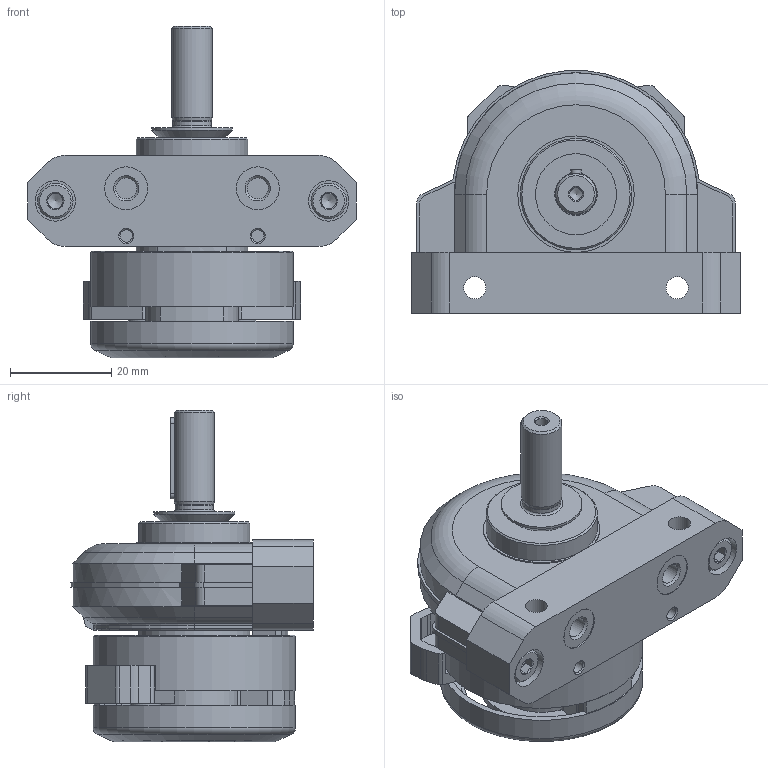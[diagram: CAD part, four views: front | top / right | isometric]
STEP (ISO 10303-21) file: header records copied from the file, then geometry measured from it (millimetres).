
FILE_DESCRIPTION(/* description */ ('STEP AP214'),/* implementation_level */ '2;1');
FILE_NAME(/* name */ '11909_DSR-12-180-P',/* time_stamp */ '2024-08-23T14:20:27+02:00',/* author */ ('License CC BY-ND 4.0'),/* organization */ ('CADENAS'),/* preprocessor_version */ 'ST-DEVELOPER v19.3',/* originating_system */ 'PARTsolutions',/* authorisation */ ' ');
FILE_SCHEMA (('AUTOMOTIVE_DESIGN {1 0 10303 214 3 1 1}'));
Length unit declared in the file: millimetre
Products named in the file (5): 11909 DSR-12-180-P---(0); 11909 DSR-12-180-P---(Geh); 237568 DSR-12-180-P---(Ks); 242862 DSR-12-180-P---(Kappe); 243090---(Schalt)
Assembly tree (5 placements, depth 2):
  11909 DSR-12-180-P---(0)
    11909 DSR-12-180-P---(Geh)
    237568 DSR-12-180-P---(Ks)
    242862 DSR-12-180-P---(Kappe)
    243090---(Schalt)  x2
Bounding box: 65 x 47.91 x 65.46 mm (x, y, z)
Volume: 50330.5 mm3; surface area: 27750.4 mm2
Topology: 5 solids, 5 shells, 595 faces, 1499 edges, 950 vertices
Faces by surface type: plane 304, cylinder 204, cone 65, torus 22
Full cylindrical faces by diameter (mm): 2.459 x3, 3 x2, 3.1 x2, 4.134 x2, 4.4 x2, 4.5 x1, 5.5 x2, 6 x1, 7 x2, 7.6 x1, 8 x7, 8.5 x2, 10 x3, 13 x1, 15 x2, 15.8 x1, 16 x1, 22 x2, 23 x2, 37.5 x2, 37.7 x1, 40 x2
Entity records: 15337 total; most frequent: CARTESIAN_POINT 2482, DIRECTION 2461, ORIENTED_EDGE 2180, EDGE_CURVE 1090, AXIS2_PLACEMENT_3D 933, VERTEX_POINT 736, FACE_BOUND 622, EDGE_LOOP 618
